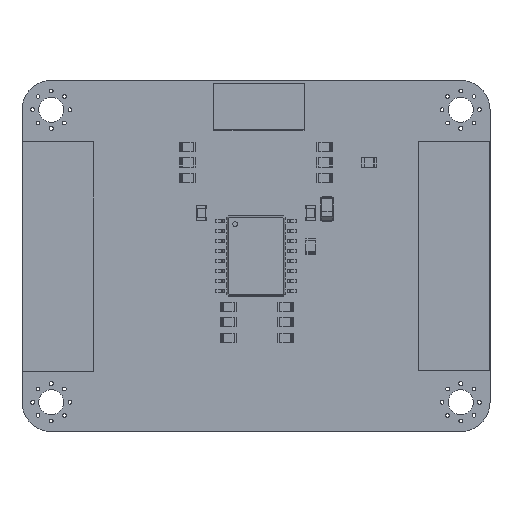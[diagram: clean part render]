
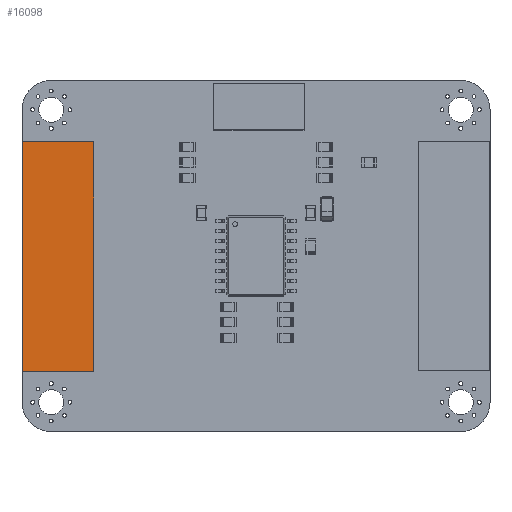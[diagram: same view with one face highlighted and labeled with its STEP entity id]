
A CAD part, top view. The second image highlights one B-rep face of the part: STEP entity #16098.
In plain terms, the highlighted face is planar.
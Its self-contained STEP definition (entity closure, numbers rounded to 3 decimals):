
#14792 = VERTEX_POINT('',#14793);
#14793 = CARTESIAN_POINT('',(-14.694,6.858,4.572));
#14801 = EDGE_CURVE('',#14802,#14792,#14804,.T.);
#14802 = VERTEX_POINT('',#14803);
#14803 = CARTESIAN_POINT('',(14.694,6.858,4.572));
#14804 = LINE('',#14805,#14806);
#14805 = CARTESIAN_POINT('',(14.694,6.858,4.572));
#14806 = VECTOR('',#14807,1.);
#14807 = DIRECTION('',(-1.,0.,0.));
#15761 = VERTEX_POINT('',#15762);
#15762 = CARTESIAN_POINT('',(-14.694,6.858,-4.572));
#15768 = EDGE_CURVE('',#14792,#15761,#15769,.T.);
#15769 = LINE('',#15770,#15771);
#15770 = CARTESIAN_POINT('',(-14.694,6.858,4.572));
#15771 = VECTOR('',#15772,1.);
#15772 = DIRECTION('',(0.,0.,-1.));
#16079 = EDGE_CURVE('',#14802,#16080,#16082,.T.);
#16080 = VERTEX_POINT('',#16081);
#16081 = CARTESIAN_POINT('',(14.694,6.858,-4.572));
#16082 = LINE('',#16083,#16084);
#16083 = CARTESIAN_POINT('',(14.694,6.858,4.572));
#16084 = VECTOR('',#16085,1.);
#16085 = DIRECTION('',(0.,0.,-1.));
#16098 = ADVANCED_FACE('',(#16099),#16110,.T.);
#16099 = FACE_BOUND('',#16100,.F.);
#16100 = EDGE_LOOP('',(#16101,#16102,#16103,#16109));
#16101 = ORIENTED_EDGE('',*,*,#14801,.T.);
#16102 = ORIENTED_EDGE('',*,*,#15768,.T.);
#16103 = ORIENTED_EDGE('',*,*,#16104,.F.);
#16104 = EDGE_CURVE('',#16080,#15761,#16105,.T.);
#16105 = LINE('',#16106,#16107);
#16106 = CARTESIAN_POINT('',(14.694,6.858,-4.572));
#16107 = VECTOR('',#16108,1.);
#16108 = DIRECTION('',(-1.,0.,0.));
#16109 = ORIENTED_EDGE('',*,*,#16079,.F.);
#16110 = PLANE('',#16111);
#16111 = AXIS2_PLACEMENT_3D('',#16112,#16113,#16114);
#16112 = CARTESIAN_POINT('',(14.694,6.858,4.572));
#16113 = DIRECTION('',(0.,1.,0.));
#16114 = DIRECTION('',(-1.,0.,0.));
